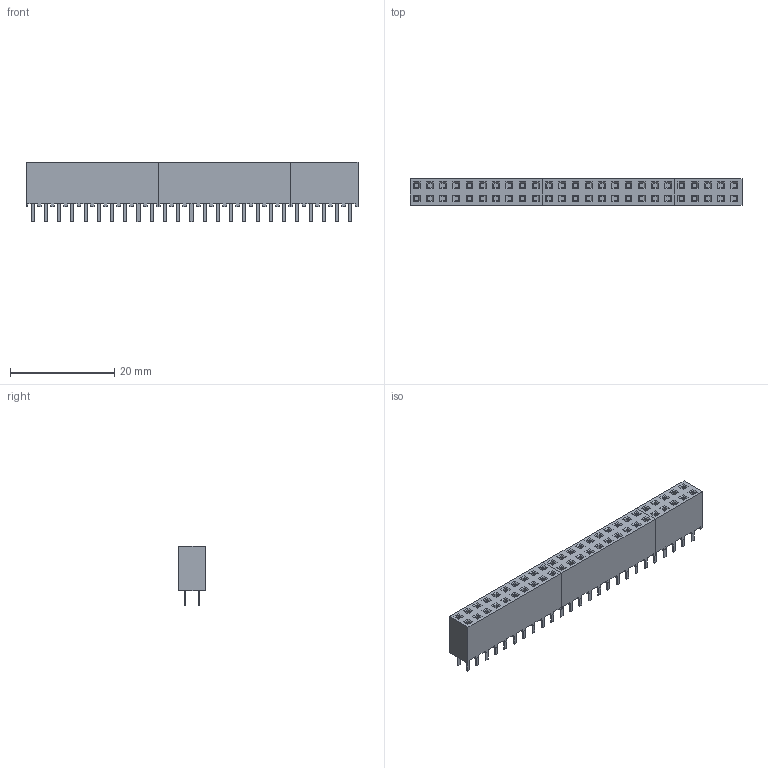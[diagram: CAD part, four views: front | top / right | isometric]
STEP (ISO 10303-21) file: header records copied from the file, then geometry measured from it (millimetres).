
FILE_DESCRIPTION((''),'2;1');
FILE_NAME('FCI_87606-325LF.stp','2012-11-07T16:37:10',(''),(''),'Mechanical Desktop 2011','Mechanical Desktop 2011',', , ');
FILE_SCHEMA(('AUTOMOTIVE_DESIGN { 1 2 10303 214 1 1 1 1 }'));
Length unit declared in the file: millimetre
Products named in the file (1): Product
Bounding box: 63.7 x 5.08 x 11.4 mm (x, y, z)
Volume: 1556.5 mm3; surface area: 5958.3 mm2
Topology: 104 solids, 104 shells, 1474 faces, 3548 edges, 2232 vertices
Faces by surface type: plane 1474
Entity records: 41768 total; most frequent: CARTESIAN_POINT 7255, ORIENTED_EDGE 7096, DIRECTION 6498, VECTOR 3548, LINE 3548, EDGE_CURVE 3548, VERTEX_POINT 2232, EDGE_LOOP 1624
